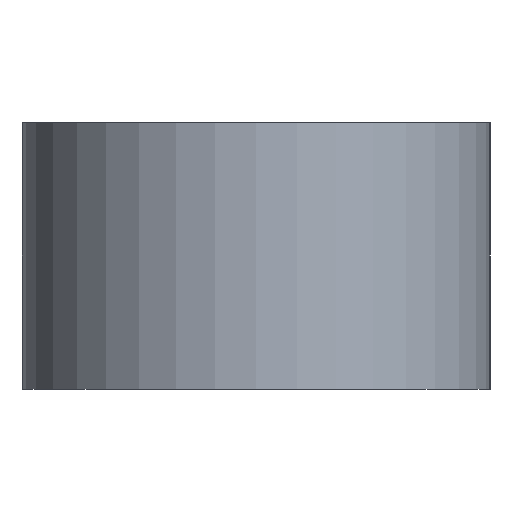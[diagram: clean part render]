
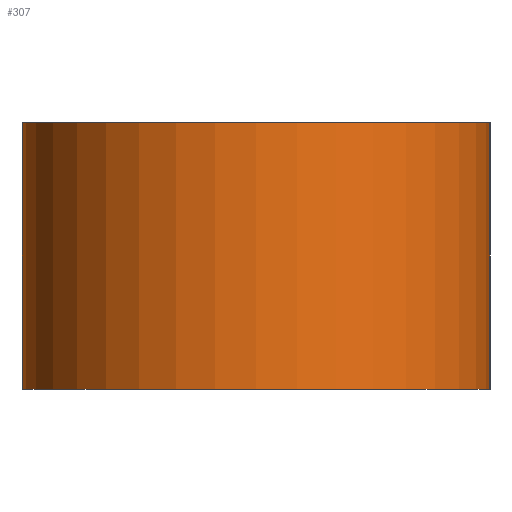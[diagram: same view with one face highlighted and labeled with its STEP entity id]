
A CAD part, left-side view. The second image highlights one B-rep face of the part: STEP entity #307.
In plain terms, the highlighted cylindrical face has radius 5 mm (diameter 10 mm), a partial arc.
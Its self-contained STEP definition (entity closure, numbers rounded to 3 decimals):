
#82 = VERTEX_POINT('',#83);
#83 = CARTESIAN_POINT('',(-11.,-5.,0.));
#141 = VERTEX_POINT('',#142);
#142 = CARTESIAN_POINT('',(-11.,-5.,5.7));
#148 = EDGE_CURVE('',#82,#141,#149,.T.);
#149 = LINE('',#150,#151);
#150 = CARTESIAN_POINT('',(-11.,-5.,0.));
#151 = VECTOR('',#152,1.);
#152 = DIRECTION('',(0.,0.,1.));
#163 = VERTEX_POINT('',#164);
#164 = CARTESIAN_POINT('',(-11.,5.,0.));
#170 = EDGE_CURVE('',#163,#171,#173,.T.);
#171 = VERTEX_POINT('',#172);
#172 = CARTESIAN_POINT('',(-11.,5.,5.7));
#173 = LINE('',#174,#175);
#174 = CARTESIAN_POINT('',(-11.,5.,0.));
#175 = VECTOR('',#176,1.);
#176 = DIRECTION('',(0.,0.,1.));
#245 = EDGE_CURVE('',#163,#82,#246,.T.);
#246 = CIRCLE('',#247,5.);
#247 = AXIS2_PLACEMENT_3D('',#248,#249,#250);
#248 = CARTESIAN_POINT('',(-11.,0.,0.));
#249 = DIRECTION('',(0.,0.,1.));
#250 = DIRECTION('',(1.,0.,0.));
#307 = ADVANCED_FACE('',(#308),#320,.T.);
#308 = FACE_BOUND('',#309,.F.);
#309 = EDGE_LOOP('',(#310,#311,#318,#319));
#310 = ORIENTED_EDGE('',*,*,#170,.T.);
#311 = ORIENTED_EDGE('',*,*,#312,.T.);
#312 = EDGE_CURVE('',#171,#141,#313,.T.);
#313 = CIRCLE('',#314,5.);
#314 = AXIS2_PLACEMENT_3D('',#315,#316,#317);
#315 = CARTESIAN_POINT('',(-11.,0.,5.7));
#316 = DIRECTION('',(0.,0.,1.));
#317 = DIRECTION('',(1.,0.,0.));
#318 = ORIENTED_EDGE('',*,*,#148,.F.);
#319 = ORIENTED_EDGE('',*,*,#245,.F.);
#320 = CYLINDRICAL_SURFACE('',#321,5.);
#321 = AXIS2_PLACEMENT_3D('',#322,#323,#324);
#322 = CARTESIAN_POINT('',(-11.,0.,0.));
#323 = DIRECTION('',(-0.,-0.,-1.));
#324 = DIRECTION('',(1.,0.,0.));
